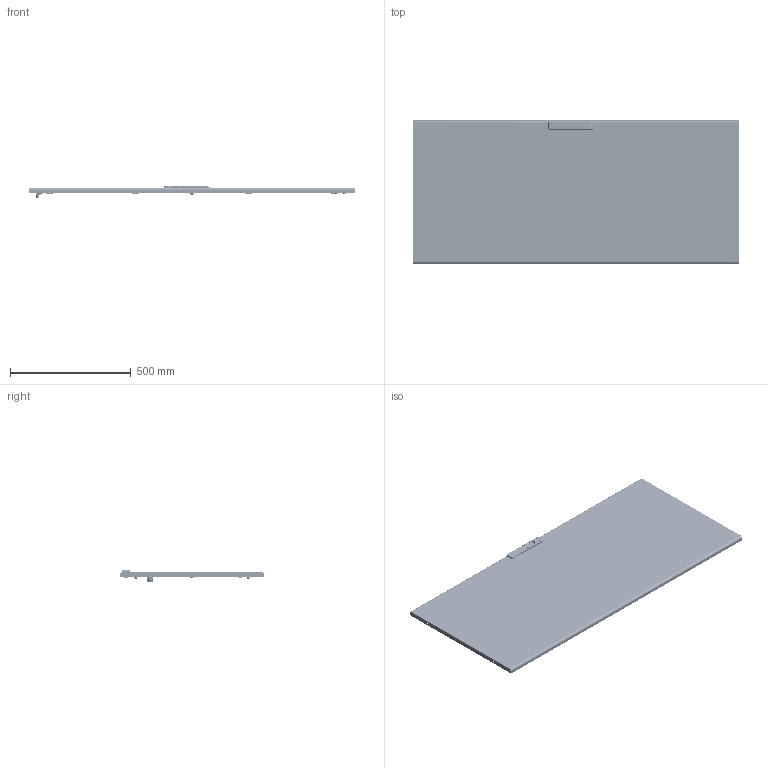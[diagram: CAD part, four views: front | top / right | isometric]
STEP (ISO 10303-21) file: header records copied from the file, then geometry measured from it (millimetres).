
FILE_DESCRIPTION (( 'STEP AP203' ), '1' );
FILE_NAME ('1400x600.step', '2011-02-16T12:14:40', ( 'User' ), ( 'DKC' ), 'SwSTEP 2.0', 'SolidWorks 2010', '' );
FILE_SCHEMA (( 'CONFIG_CONTROL_DESIGN' ));
Products named in the file (34): ribattino AC00C377; boccola AC00C378; Sostegno autoallineante per porta AC00C446; Wood screw 4.2x13_Tapping screw DIN 7049-ST4.2x13-F-H-S; Çåðêàëüíî îòðàçèòüterminator for door.SLDPRT; Çåðêàëüíî îòðàçèòüterminator for door.SLDPRT1; Çåðêàëüíî îòðàçèòüribattino AC00C377; Çåðêàëüíî îòðàçèòüboccola AC00C378; land; AC00C184 dado telaio interno porta_Default; terminator for door.SLDPRT; AC00C254_Default; Hex Flange Bolt M6x10_ISO 4162 - M6 x 12 x 12-S; Tappo_?????; Nut M6_Hexagon Nut ISO - 4034 - M6 - S; AC00C183_Default; end-cap_AC00C061; hinge AC00C170_Default; distanziale di gomma per RAM BLOCK_Default; linguetta_AC00C387; ASTINA Inferiore_1400; ASTINA Superiore_1400; Ingranaggio per cariglione modificated_AC00C388; inserto chiave per maniglia RAM BLOCK_AC00C389; Sealing ring; basetta esterna_AC00C506; maniglia RAM BLOCK modificated_AC00C505; RAMBLOCK montata modificated_Default; AC00C400 Quadro IP55 Guida aste_Default; Montante verticale + Traversa orizzontale interno porta_Montante verticale 1400; Montante verticale + Traversa orizzontale interno porta_Traversa orizzontale 600; sealant for sviluppo porta quadro_1400x600; Sviluppo porta quadro_1400x600; 1400x600
Assembly tree (82 placements, depth 3):
  1400x600
    Montante verticale + Traversa orizzontale interno porta_Montante verticale 1400  x2
    land  x15
    Wood screw 4.2x13_Tapping screw DIN 7049-ST4.2x13-F-H-S  x5
    AC00C184 dado telaio interno porta_Default  x9
    sealant for sviluppo porta quadro_1400x600
    hinge AC00C170_Default  x4
    Montante verticale + Traversa orizzontale interno porta_Traversa orizzontale 600  x2
    terminator for door.SLDPRT  x2
      ribattino AC00C377
      boccola AC00C378
    Hex Flange Bolt M6x10_ISO 4162 - M6 x 12 x 12-S
    Tappo_?????  x2
    Çåðêàëüíî îòðàçèòüterminator for door.SLDPRT1
      Çåðêàëüíî îòðàçèòüboccola AC00C378
      Çåðêàëüíî îòðàçèòüribattino AC00C377
    RAMBLOCK montata modificated_Default
      basetta esterna_AC00C506
      maniglia RAM BLOCK modificated_AC00C505
      inserto chiave per maniglia RAM BLOCK_AC00C389
      Sealing ring
      Ingranaggio per cariglione modificated_AC00C388
    Sviluppo porta quadro_1400x600
    Nut M6_Hexagon Nut ISO - 4034 - M6 - S  x4
    AC00C400 Quadro IP55 Guida aste_Default  x4
    AC00C254_Default  x4
    AC00C183_Default  x4
    distanziale di gomma per RAM BLOCK_Default  x2
    linguetta_AC00C387
    ASTINA Inferiore_1400
    Çåðêàëüíî îòðàçèòüterminator for door.SLDPRT
      Çåðêàëüíî îòðàçèòüribattino AC00C377
      Çåðêàëüíî îòðàçèòüboccola AC00C378
    Sostegno autoallineante per porta AC00C446
    ASTINA Superiore_1400
    end-cap_AC00C061  x2
Bounding box: 1355 x 594 x 52.66 mm (x, y, z)
Volume: 2577412.5 mm3; surface area: 2562161.5 mm2
Topology: 94 solids, 94 shells, 9404 faces, 26181 edges, 17079 vertices
Faces by surface type: bspline 4284, cylinder 2340, plane 2219, cone 483, torus 60, sphere 18
Entity records: 85988 total; most frequent: CARTESIAN_POINT 30919, ORIENTED_EDGE 11092, DIRECTION 9619, EDGE_CURVE 5546, VERTEX_POINT 3554, AXIS2_PLACEMENT_3D 3398, VECTOR 2823, LINE 2823
